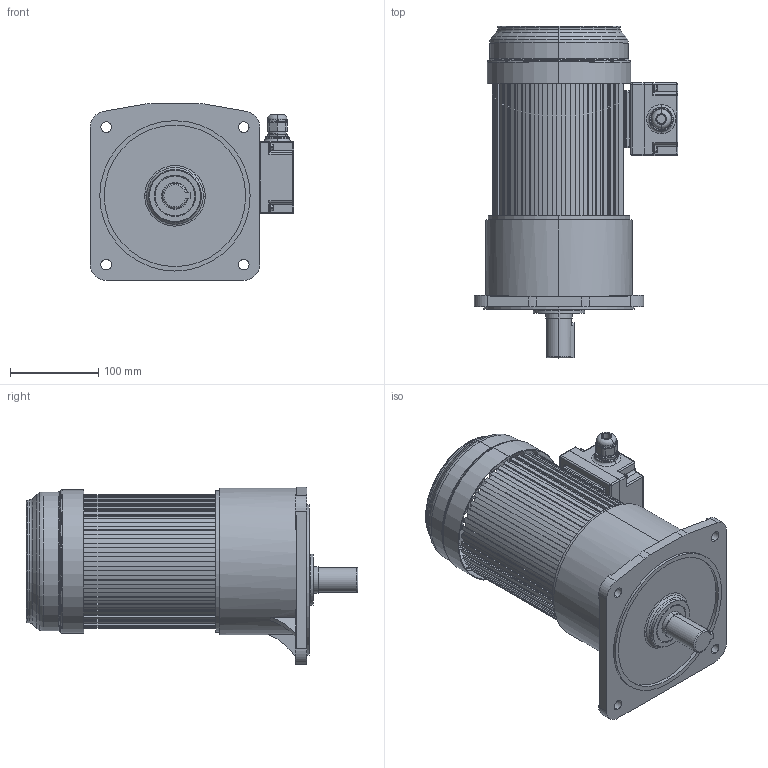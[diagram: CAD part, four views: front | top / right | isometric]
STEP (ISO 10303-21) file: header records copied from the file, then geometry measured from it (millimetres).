
FILE_DESCRIPTION((''),'2;1');
FILE_NAME('GV28-400W-S-G1-LD_ASM','2022-04-12T',('AdminUser'),(''),'PRO/ENGINEER BY PARAMETRIC TECHNOLOGY CORPORATION, 2007170','PRO/ENGINEER BY PARAMETRIC TECHNOLOGY CORPORATION, 2007170','');
FILE_SCHEMA(('CONFIG_CONTROL_DESIGN'));
Length unit declared in the file: millimetre
Products named in the file (9): GV28; ASM0006_ASM_ASM; ASM0005_ASM_ASM; ASM0004_ASM_ASM; ASM0003_ASM_1_ASM; 750W; 750S; 8280-2022; GV28-400W-S-G1-LD_ASM
Assembly tree (8 placements, depth 5):
  GV28-400W-S-G1-LD_ASM
    ASM0003_ASM_1_ASM
      GV28
      ASM0004_ASM_ASM
        ASM0005_ASM_ASM
          ASM0006_ASM_ASM
    750W
    750S
    8280-2022
Bounding box: 230.08 x 375.3 x 200.27 mm (x, y, z)
Volume: 1620371.7 mm3; surface area: 611641.6 mm2
Topology: 5 solids, 8 shells, 1695 faces, 4328 edges, 2703 vertices
Faces by surface type: plane 790, cylinder 519, torus 189, bspline 142, cone 31, sphere 24
Entity records: 56009 total; most frequent: CARTESIAN_POINT 14409, DIRECTION 8775, ORIENTED_EDGE 8656, EDGE_CURVE 4328, AXIS2_PLACEMENT_3D 3150, VERTEX_POINT 2703, VECTOR 2475, LINE 2475
